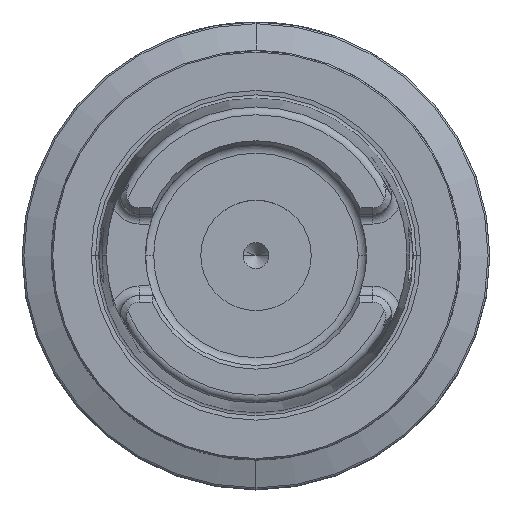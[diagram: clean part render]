
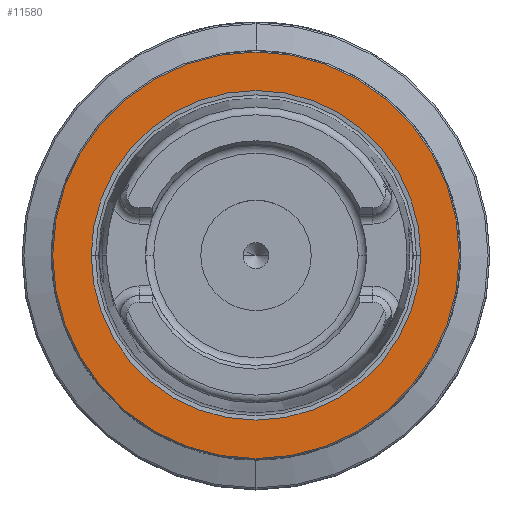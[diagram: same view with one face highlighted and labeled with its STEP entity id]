
A CAD part, top view. The second image highlights one B-rep face of the part: STEP entity #11580.
In plain terms, the highlighted planar face has unit normal (0, 0, 1).
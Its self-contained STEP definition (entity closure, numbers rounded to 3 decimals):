
#5274=CARTESIAN_POINT('',(0.,0.,0.));
#5275=DIRECTION('',(0.,0.,1.));
#5276=DIRECTION('',(1.,0.,0.));
#5277=AXIS2_PLACEMENT_3D('',#5274,#5275,#5276);
#5290=CARTESIAN_POINT('',(0.,0.,0.));
#5291=DIRECTION('',(0.,0.,-1.));
#5292=DIRECTION('',(1.,0.,0.));
#5293=AXIS2_PLACEMENT_3D('',#5290,#5291,#5292);
#5312=CARTESIAN_POINT('',(0.,0.,0.));
#5313=DIRECTION('',(0.,0.,1.));
#5314=DIRECTION('',(1.,0.,0.));
#5315=AXIS2_PLACEMENT_3D('',#5312,#5313,#5314);
#7906=CARTESIAN_POINT('',(0.,0.,0.));
#7907=DIRECTION('',(0.,0.,-1.));
#7908=DIRECTION('',(1.,0.,0.));
#7909=AXIS2_PLACEMENT_3D('',#7906,#7907,#7908);
#7958=CARTESIAN_POINT('',(25.374,0.,0.));
#7960=VERTEX_POINT('',#7958);
#7970=CARTESIAN_POINT('',(-25.374,0.,0.));
#7972=VERTEX_POINT('',#7970);
#8238=CARTESIAN_POINT('',(31.3,0.,0.));
#8239=CARTESIAN_POINT('',(-31.3,0.,0.));
#8240=VERTEX_POINT('',#8238);
#8241=VERTEX_POINT('',#8239);
#11564=CARTESIAN_POINT('',(0.,0.,0.));
#11565=DIRECTION('',(0.,0.,-1.));
#11566=DIRECTION('',(-1.,0.,0.));
#11567=AXIS2_PLACEMENT_3D('',#11564,#11565,#11566);
#11568=PLANE('',#11567);
#11569=ORIENTED_EDGE('',*,*,#11554,.F.);
#11571=ORIENTED_EDGE('',*,*,#11570,.T.);
#11572=EDGE_LOOP('',(#11569,#11571));
#11573=FACE_OUTER_BOUND('',#11572,.F.);
#11575=ORIENTED_EDGE('',*,*,#11574,.F.);
#11577=ORIENTED_EDGE('',*,*,#11576,.T.);
#11578=EDGE_LOOP('',(#11575,#11577));
#11579=FACE_BOUND('',#11578,.F.);
#5278=CIRCLE('',#5277,31.3);
#5294=CIRCLE('',#5293,25.374);
#5316=CIRCLE('',#5315,25.374);
#7910=CIRCLE('',#7909,31.3);
#11554=EDGE_CURVE('',#8240,#8241,#5278,.T.);
#11570=EDGE_CURVE('',#8240,#8241,#7910,.T.);
#11574=EDGE_CURVE('',#7960,#7972,#5294,.T.);
#11576=EDGE_CURVE('',#7960,#7972,#5316,.T.);
#11580=ADVANCED_FACE('',(#11573,#11579),#11568,.F.);
